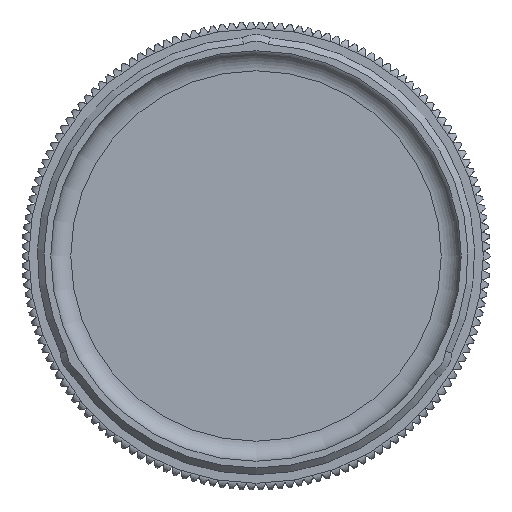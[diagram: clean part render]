
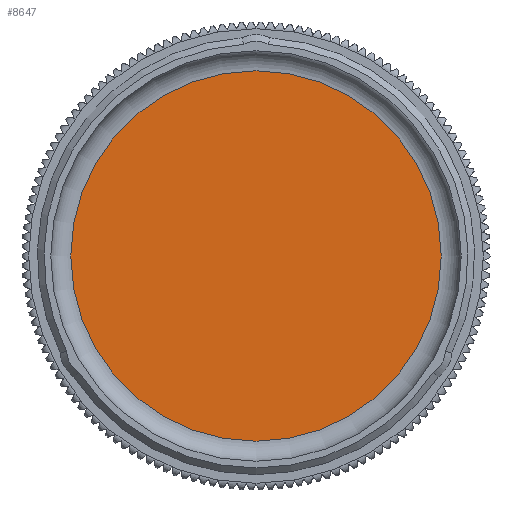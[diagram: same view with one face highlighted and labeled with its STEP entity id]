
A CAD part, front view. The second image highlights one B-rep face of the part: STEP entity #8647.
In plain terms, the highlighted planar face has unit normal (0, -1, 0).
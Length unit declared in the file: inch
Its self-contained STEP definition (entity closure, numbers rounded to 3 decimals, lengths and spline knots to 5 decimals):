
#790=CIRCLE('',#9146,1.385);
#1135=FACE_OUTER_BOUND('',#1620,.T.);
#1620=EDGE_LOOP('',(#5523));
#3106=VERTEX_POINT('',#12139);
#4067=EDGE_CURVE('',#3106,#3106,#790,.T.);
#5523=ORIENTED_EDGE('',*,*,#4067,.F.);
#8327=PLANE('',#9150);
#8647=ADVANCED_FACE('',(#1135),#8327,.F.);
#9146=AXIS2_PLACEMENT_3D('',#12140,#10012,#10013);
#9150=AXIS2_PLACEMENT_3D('',#12146,#10020,#10021);
#10012=DIRECTION('center_axis',(0.,1.,0.));
#10013=DIRECTION('ref_axis',(-1.,0.,0.));
#10020=DIRECTION('center_axis',(0.,1.,0.));
#10021=DIRECTION('ref_axis',(-1.,0.,0.));
#12139=CARTESIAN_POINT('',(0.,3.23557,-1.385));
#12140=CARTESIAN_POINT('Origin',(0.,3.23557,
0.));
#12146=CARTESIAN_POINT('Origin',(0.,3.23557,
0.));
